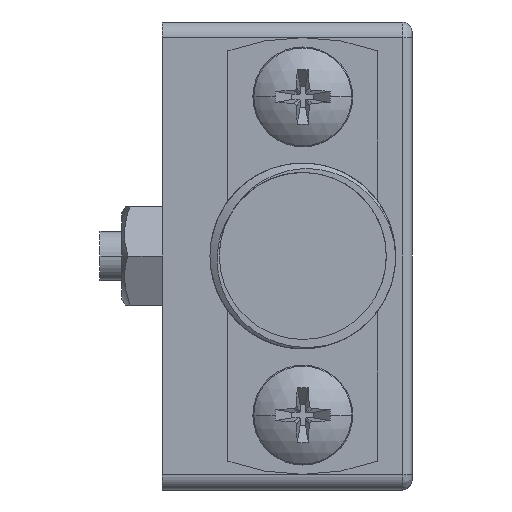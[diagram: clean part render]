
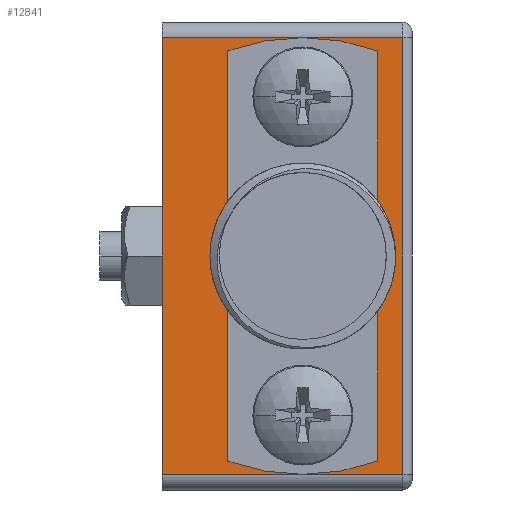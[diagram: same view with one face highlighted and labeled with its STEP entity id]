
A CAD part, left-side view. The second image highlights one B-rep face of the part: STEP entity #12841.
In plain terms, the highlighted planar face has unit normal (-1, 0, 0).
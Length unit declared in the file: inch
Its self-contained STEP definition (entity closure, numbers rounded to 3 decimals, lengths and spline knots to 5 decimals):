
#80 = VERTEX_POINT ( 'NONE', #8500 ) ;
#105 = LINE ( 'NONE', #15436, #18523 ) ;
#326 = ORIENTED_EDGE ( 'NONE', *, *, #8826, .T. ) ;
#446 = DIRECTION ( 'NONE',  ( 0., 0., 1. ) ) ;
#938 = DIRECTION ( 'NONE',  ( -1., 0., 0. ) ) ;
#974 = CARTESIAN_POINT ( 'NONE',  ( -0.84646, -0.0748, 0. ) ) ;
#1123 = CARTESIAN_POINT ( 'NONE',  ( -0.84646, 0.01969, -0.25984 ) ) ;
#1413 = CARTESIAN_POINT ( 'NONE',  ( -0.84646, 0.01969, 0. ) ) ;
#1504 = PLANE ( 'NONE',  #15084 ) ;
#1517 = DIRECTION ( 'NONE',  ( 0., 1., 0. ) ) ;
#1537 = EDGE_CURVE ( 'NONE', #80, #7331, #6501, .T. ) ;
#1860 = EDGE_LOOP ( 'NONE', ( #13830, #16555 ) ) ;
#1918 = CARTESIAN_POINT ( 'NONE',  ( -0.84646, -0.1063, 0.27559 ) ) ;
#2757 = ORIENTED_EDGE ( 'NONE', *, *, #18902, .F. ) ;
#2928 = VERTEX_POINT ( 'NONE', #9390 ) ;
#3323 = EDGE_LOOP ( 'NONE', ( #2757, #6341 ) ) ;
#3949 = EDGE_CURVE ( 'NONE', #10831, #13178, #15895, .T. ) ;
#4143 = AXIS2_PLACEMENT_3D ( 'NONE', #1413, #13556, #1517 ) ;
#4188 = CARTESIAN_POINT ( 'NONE',  ( -0.84646, 0.19685, 0.27559 ) ) ;
#4233 = CIRCLE ( 'NONE', #15323, 0.09449 ) ;
#4236 = AXIS2_PLACEMENT_3D ( 'NONE', #10206, #938, #8400 ) ;
#4789 = DIRECTION ( 'NONE',  ( 0., -1., 0. ) ) ;
#4922 = CIRCLE ( 'NONE', #16701, 0.05906 ) ;
#5007 = EDGE_CURVE ( 'NONE', #6028, #7489, #9877, .T. ) ;
#5145 = CARTESIAN_POINT ( 'NONE',  ( -0.84646, 0.01969, 0. ) ) ;
#5172 = LINE ( 'NONE', #12445, #15493 ) ;
#5286 = CARTESIAN_POINT ( 'NONE',  ( -0.84646, 0.19685, -0.27559 ) ) ;
#5668 = EDGE_CURVE ( 'NONE', #17752, #80, #105, .T. ) ;
#5862 = CARTESIAN_POINT ( 'NONE',  ( -0.84646, 0.19685, -0.27559 ) ) ;
#6028 = VERTEX_POINT ( 'NONE', #17493 ) ;
#6341 = ORIENTED_EDGE ( 'NONE', *, *, #7112, .F. ) ;
#6497 = ORIENTED_EDGE ( 'NONE', *, *, #5668, .F. ) ;
#6501 = LINE ( 'NONE', #1918, #15939 ) ;
#6630 = DIRECTION ( 'NONE',  ( 0., 0., 1. ) ) ;
#6954 = EDGE_CURVE ( 'NONE', #16514, #17752, #18893, .T. ) ;
#7011 = CARTESIAN_POINT ( 'NONE',  ( -0.84646, 0.01969, -0.20079 ) ) ;
#7112 = EDGE_CURVE ( 'NONE', #10891, #2928, #13476, .T. ) ;
#7331 = VERTEX_POINT ( 'NONE', #19612 ) ;
#7489 = VERTEX_POINT ( 'NONE', #974 ) ;
#8400 = DIRECTION ( 'NONE',  ( 0., 0., 1. ) ) ;
#8500 = CARTESIAN_POINT ( 'NONE',  ( -0.84646, -0.1063, 0.27559 ) ) ;
#8826 = EDGE_CURVE ( 'NONE', #13178, #10831, #10001, .T. ) ;
#8901 = ORIENTED_EDGE ( 'NONE', *, *, #6954, .F. ) ;
#9165 = DIRECTION ( 'NONE',  ( 1., 0., 0. ) ) ;
#9390 = CARTESIAN_POINT ( 'NONE',  ( -0.84646, 0.01969, 0.25984 ) ) ;
#9598 = DIRECTION ( 'NONE',  ( -1., 0., 0. ) ) ;
#9614 = DIRECTION ( 'NONE',  ( 1., 0., 0. ) ) ;
#9877 = CIRCLE ( 'NONE', #4143, 0.09449 ) ;
#10001 = CIRCLE ( 'NONE', #10789, 0.05906 ) ;
#10125 = DIRECTION ( 'NONE',  ( 1., 0., 0. ) ) ;
#10206 = CARTESIAN_POINT ( 'NONE',  ( -0.84646, 0.01969, 0.20079 ) ) ;
#10713 = ORIENTED_EDGE ( 'NONE', *, *, #3949, .T. ) ;
#10778 = ORIENTED_EDGE ( 'NONE', *, *, #1537, .F. ) ;
#10789 = AXIS2_PLACEMENT_3D ( 'NONE', #16826, #9165, #13737 ) ;
#10831 = VERTEX_POINT ( 'NONE', #1123 ) ;
#10891 = VERTEX_POINT ( 'NONE', #13371 ) ;
#12045 = FACE_BOUND ( 'NONE', #1860, .T. ) ;
#12445 = CARTESIAN_POINT ( 'NONE',  ( -0.84646, 0.11811, -0.27559 ) ) ;
#12531 = EDGE_LOOP ( 'NONE', ( #326, #10713 ) ) ;
#12553 = DIRECTION ( 'NONE',  ( 0., 0., -1. ) ) ;
#12841 = ADVANCED_FACE ( 'NONE', ( #18189, #12045, #18097, #15111 ), #1504, .T. ) ;
#13093 = DIRECTION ( 'NONE',  ( 0., 0., 1. ) ) ;
#13178 = VERTEX_POINT ( 'NONE', #13500 ) ;
#13371 = CARTESIAN_POINT ( 'NONE',  ( -0.84646, 0.01969, 0.14173 ) ) ;
#13476 = CIRCLE ( 'NONE', #4236, 0.05906 ) ;
#13500 = CARTESIAN_POINT ( 'NONE',  ( -0.84646, 0.01969, -0.14173 ) ) ;
#13556 = DIRECTION ( 'NONE',  ( 1., 0., 0. ) ) ;
#13630 = CARTESIAN_POINT ( 'NONE',  ( -0.84646, 0.01969, 0.20079 ) ) ;
#13737 = DIRECTION ( 'NONE',  ( 0., 0., 1. ) ) ;
#13778 = VECTOR ( 'NONE', #14633, 39.37008 ) ;
#13830 = ORIENTED_EDGE ( 'NONE', *, *, #14644, .T. ) ;
#14200 = CARTESIAN_POINT ( 'NONE',  ( -0.84646, -0.11811, -0.29528 ) ) ;
#14633 = DIRECTION ( 'NONE',  ( 0., 0., 1. ) ) ;
#14644 = EDGE_CURVE ( 'NONE', #7489, #6028, #4233, .T. ) ;
#15084 = AXIS2_PLACEMENT_3D ( 'NONE', #14200, #9598, #6630 ) ;
#15111 = FACE_OUTER_BOUND ( 'NONE', #19647, .T. ) ;
#15200 = DIRECTION ( 'NONE',  ( -1., 0., 0. ) ) ;
#15323 = AXIS2_PLACEMENT_3D ( 'NONE', #5145, #9614, #15687 ) ;
#15408 = DIRECTION ( 'NONE',  ( 0., -1., 0. ) ) ;
#15436 = CARTESIAN_POINT ( 'NONE',  ( -0.84646, 0.11811, 0.27559 ) ) ;
#15493 = VECTOR ( 'NONE', #15408, 39.37008 ) ;
#15687 = DIRECTION ( 'NONE',  ( 0., -1., 0. ) ) ;
#15895 = CIRCLE ( 'NONE', #16539, 0.05906 ) ;
#15939 = VECTOR ( 'NONE', #12553, 39.37008 ) ;
#16476 = EDGE_CURVE ( 'NONE', #16514, #7331, #5172, .T. ) ;
#16514 = VERTEX_POINT ( 'NONE', #5862 ) ;
#16539 = AXIS2_PLACEMENT_3D ( 'NONE', #7011, #10125, #13093 ) ;
#16555 = ORIENTED_EDGE ( 'NONE', *, *, #5007, .T. ) ;
#16701 = AXIS2_PLACEMENT_3D ( 'NONE', #13630, #15200, #446 ) ;
#16826 = CARTESIAN_POINT ( 'NONE',  ( -0.84646, 0.01969, -0.20079 ) ) ;
#17493 = CARTESIAN_POINT ( 'NONE',  ( -0.84646, 0.11417, 0. ) ) ;
#17752 = VERTEX_POINT ( 'NONE', #4188 ) ;
#18097 = FACE_BOUND ( 'NONE', #12531, .T. ) ;
#18189 = FACE_BOUND ( 'NONE', #3323, .T. ) ;
#18523 = VECTOR ( 'NONE', #4789, 39.37008 ) ;
#18893 = LINE ( 'NONE', #5286, #13778 ) ;
#18902 = EDGE_CURVE ( 'NONE', #2928, #10891, #4922, .T. ) ;
#19186 = ORIENTED_EDGE ( 'NONE', *, *, #16476, .T. ) ;
#19612 = CARTESIAN_POINT ( 'NONE',  ( -0.84646, -0.1063, -0.27559 ) ) ;
#19647 = EDGE_LOOP ( 'NONE', ( #6497, #8901, #19186, #10778 ) ) ;
